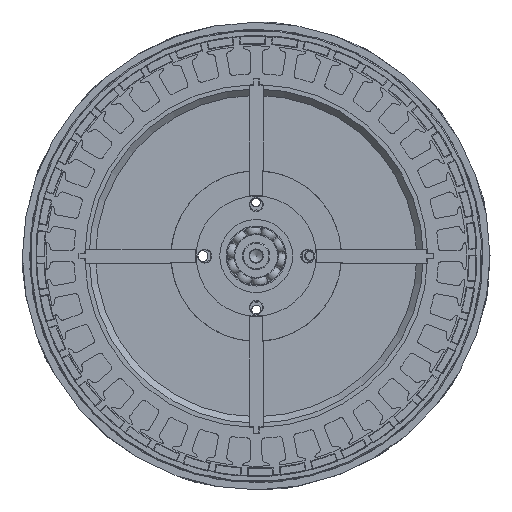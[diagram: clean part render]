
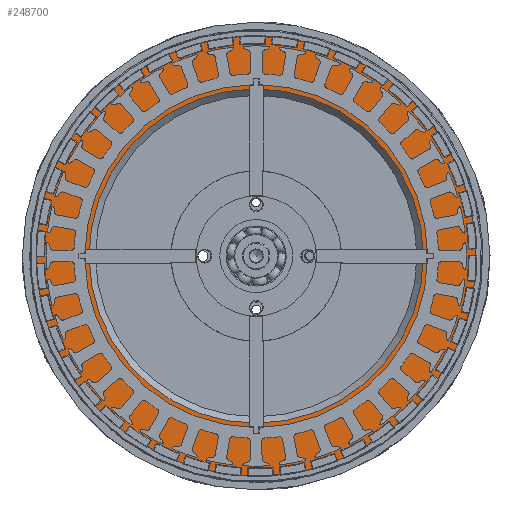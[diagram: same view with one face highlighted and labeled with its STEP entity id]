
A CAD part, front view. The second image highlights one B-rep face of the part: STEP entity #248700.
In plain terms, the highlighted planar face has unit normal (0, -1, 0).
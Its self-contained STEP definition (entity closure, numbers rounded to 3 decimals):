
#248037 = CONICAL_SURFACE('',#248038,104.5,0.785);
#248038 = AXIS2_PLACEMENT_3D('',#248039,#248040,#248041);
#248039 = CARTESIAN_POINT('',(0.,71.5,
    0.));
#248040 = DIRECTION('',(0.,-1.,0.));
#248041 = DIRECTION('',(-1.,0.,
    -0.004));
#248244 = VERTEX_POINT('',#248245);
#248245 = CARTESIAN_POINT('',(-102.999,73.,
    -0.375));
#248266 = EDGE_CURVE('',#248244,#248244,#248267,.T.);
#248267 = SURFACE_CURVE('',#248268,(#248273,#248280),.PCURVE_S1.);
#248268 = CIRCLE('',#248269,103.);
#248269 = AXIS2_PLACEMENT_3D('',#248270,#248271,#248272);
#248270 = CARTESIAN_POINT('',(0.,73.,
    0.));
#248271 = DIRECTION('',(0.,1.,0.));
#248272 = DIRECTION('',(-1.,0.,
    -0.004));
#248273 = PCURVE('',#248037,#248274);
#248274 = DEFINITIONAL_REPRESENTATION('',(#248275),#248279);
#248275 = LINE('',#248276,#248277);
#248276 = CARTESIAN_POINT('',(-0.,-1.5));
#248277 = VECTOR('',#248278,1.);
#248278 = DIRECTION('',(-1.,-0.));
#248279 = ( GEOMETRIC_REPRESENTATION_CONTEXT(2) 
PARAMETRIC_REPRESENTATION_CONTEXT() REPRESENTATION_CONTEXT('2D SPACE',''
  ) );
#248280 = PCURVE('',#248281,#248286);
#248281 = PLANE('',#248282);
#248282 = AXIS2_PLACEMENT_3D('',#248283,#248284,#248285);
#248283 = CARTESIAN_POINT('',(0.,73.,
    0.));
#248284 = DIRECTION('',(0.,1.,0.));
#248285 = DIRECTION('',(-1.,0.,
    -0.004));
#248286 = DEFINITIONAL_REPRESENTATION('',(#248287),#248291);
#248287 = CIRCLE('',#248288,103.);
#248288 = AXIS2_PLACEMENT_2D('',#248289,#248290);
#248289 = CARTESIAN_POINT('',(0.,0.));
#248290 = DIRECTION('',(1.,0.));
#248291 = ( GEOMETRIC_REPRESENTATION_CONTEXT(2) 
PARAMETRIC_REPRESENTATION_CONTEXT() REPRESENTATION_CONTEXT('2D SPACE',''
  ) );
#248700 = ADVANCED_FACE('',(#248701,#248704),#248281,.F.);
#248701 = FACE_BOUND('',#248702,.F.);
#248702 = EDGE_LOOP('',(#248703));
#248703 = ORIENTED_EDGE('',*,*,#248266,.T.);
#248704 = FACE_BOUND('',#248705,.F.);
#248705 = EDGE_LOOP('',(#248706));
#248706 = ORIENTED_EDGE('',*,*,#248707,.F.);
#248707 = EDGE_CURVE('',#248708,#248708,#248710,.T.);
#248708 = VERTEX_POINT('',#248709);
#248709 = CARTESIAN_POINT('',(-77.999,73.,
    -0.284));
#248710 = SURFACE_CURVE('',#248711,(#248716,#248723),.PCURVE_S1.);
#248711 = CIRCLE('',#248712,78.);
#248712 = AXIS2_PLACEMENT_3D('',#248713,#248714,#248715);
#248713 = CARTESIAN_POINT('',(0.,73.,
    0.));
#248714 = DIRECTION('',(0.,1.,0.));
#248715 = DIRECTION('',(-1.,0.,
    -0.004));
#248716 = PCURVE('',#248281,#248717);
#248717 = DEFINITIONAL_REPRESENTATION('',(#248718),#248722);
#248718 = CIRCLE('',#248719,78.);
#248719 = AXIS2_PLACEMENT_2D('',#248720,#248721);
#248720 = CARTESIAN_POINT('',(0.,0.));
#248721 = DIRECTION('',(1.,0.));
#248722 = ( GEOMETRIC_REPRESENTATION_CONTEXT(2) 
PARAMETRIC_REPRESENTATION_CONTEXT() REPRESENTATION_CONTEXT('2D SPACE',''
  ) );
#248723 = PCURVE('',#248724,#248729);
#248724 = CYLINDRICAL_SURFACE('',#248725,78.);
#248725 = AXIS2_PLACEMENT_3D('',#248726,#248727,#248728);
#248726 = CARTESIAN_POINT('',(0.,63.,
    0.));
#248727 = DIRECTION('',(0.,1.,0.));
#248728 = DIRECTION('',(-1.,0.,
    -0.004));
#248729 = DEFINITIONAL_REPRESENTATION('',(#248730),#248734);
#248730 = LINE('',#248731,#248732);
#248731 = CARTESIAN_POINT('',(0.,10.));
#248732 = VECTOR('',#248733,1.);
#248733 = DIRECTION('',(1.,0.));
#248734 = ( GEOMETRIC_REPRESENTATION_CONTEXT(2) 
PARAMETRIC_REPRESENTATION_CONTEXT() REPRESENTATION_CONTEXT('2D SPACE',''
  ) );
